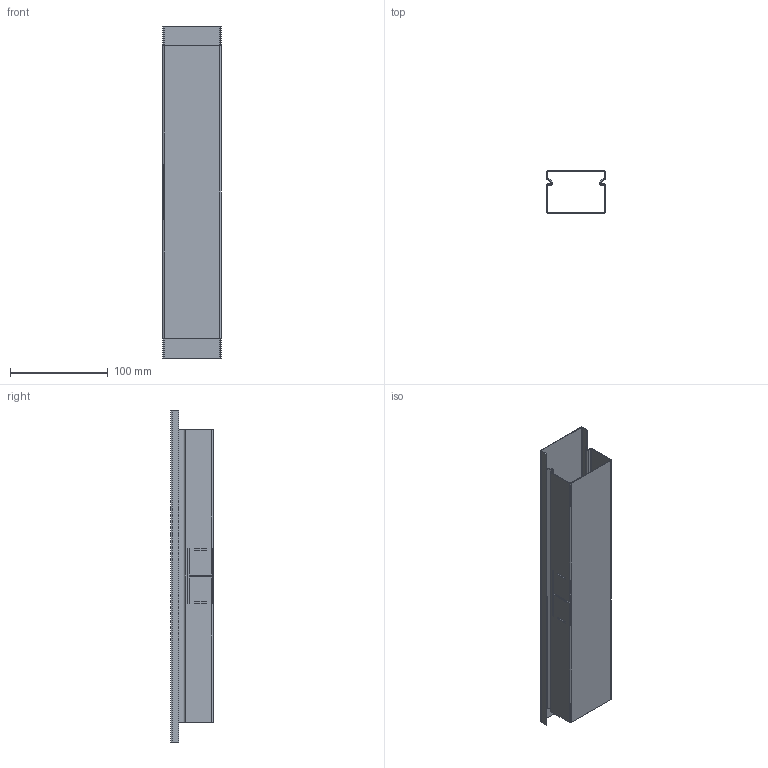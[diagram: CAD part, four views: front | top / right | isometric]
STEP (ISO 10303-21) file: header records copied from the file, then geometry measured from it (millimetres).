
FILE_DESCRIPTION (( 'STEP AP214' ), '1' );
FILE_NAME ('6249264.stp', '2016-09-29T05:45:52', ( '' ), ( '' ), 'SwSTEP 2.0', 'SolidWorks 2014', '' );
FILE_SCHEMA (( 'AUTOMOTIVE_DESIGN' ));
Length unit declared in the file: millimetre
Products named in the file (3): Oberteil; LKM_40060_T_einbauz; 6249264
Assembly tree (2 placements, depth 2):
  6249264
    LKM_40060_T_einbauz
    Oberteil
Bounding box: 60.05 x 43.67 x 340 mm (x, y, z)
Volume: 50467.5 mm3; surface area: 136299.8 mm2
Topology: 2 solids, 2 shells, 66 faces, 188 edges, 124 vertices
Faces by surface type: plane 48, cylinder 18
Entity records: 2940 total; most frequent: CARTESIAN_POINT 383, ORIENTED_EDGE 376, DIRECTION 366, EDGE_CURVE 188, LINE 152, VECTOR 152, VERTEX_POINT 124, AXIS2_PLACEMENT_3D 107
